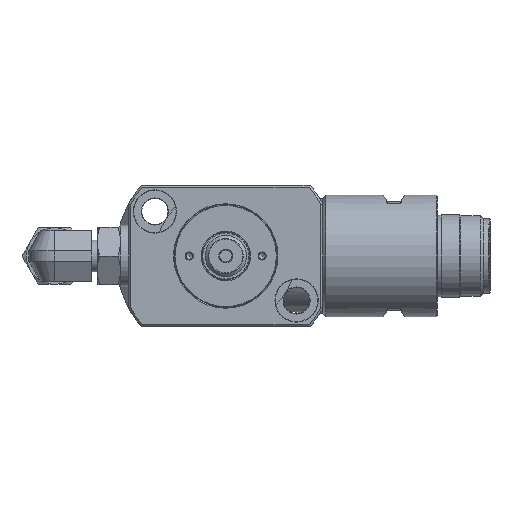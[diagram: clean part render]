
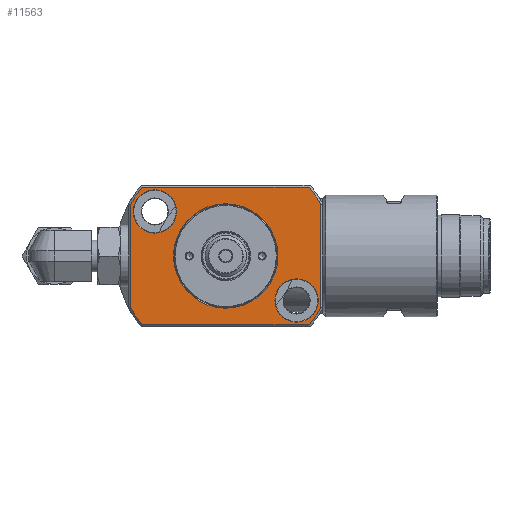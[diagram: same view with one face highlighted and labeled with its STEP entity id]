
A CAD part, left-side view. The second image highlights one B-rep face of the part: STEP entity #11563.
In plain terms, the highlighted planar face has unit normal (-1, 0, 0).
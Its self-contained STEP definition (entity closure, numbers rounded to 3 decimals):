
#465 = EDGE_CURVE ( 'NONE', #1882, #15312, #6425, .T. ) ;
#503 = CARTESIAN_POINT ( 'NONE',  ( 0., 23.5, 12.779 ) ) ;
#746 = DIRECTION ( 'NONE',  ( 0., 0., -1. ) ) ;
#757 = EDGE_CURVE ( 'NONE', #5334, #5334, #8496, .T. ) ;
#1038 = CARTESIAN_POINT ( 'NONE',  ( 0., -20.612, 17.05 ) ) ;
#1303 = AXIS2_PLACEMENT_3D ( 'NONE', #5400, #7952, #13362 ) ;
#1324 = DIRECTION ( 'NONE',  ( 0., 0., -1. ) ) ;
#1628 = CARTESIAN_POINT ( 'NONE',  ( 0., 23.5, -12.779 ) ) ;
#1657 = EDGE_LOOP ( 'NONE', ( #5588 ) ) ;
#1882 = VERTEX_POINT ( 'NONE', #10418 ) ;
#1982 = EDGE_LOOP ( 'NONE', ( #10576, #4618, #10840, #8272, #2546, #12189, #12467, #9143 ) ) ;
#2174 = VERTEX_POINT ( 'NONE', #13300 ) ;
#2527 = CARTESIAN_POINT ( 'NONE',  ( 0., -23.5, -12.779 ) ) ;
#2546 = ORIENTED_EDGE ( 'NONE', *, *, #14901, .T. ) ;
#2711 = VECTOR ( 'NONE', #12384, 1000. ) ;
#2919 = DIRECTION ( 'NONE',  ( -1., 0., 0. ) ) ;
#3034 = DIRECTION ( 'NONE',  ( 0., 0., 1. ) ) ;
#3070 = AXIS2_PLACEMENT_3D ( 'NONE', #6363, #8929, #3551 ) ;
#3116 = CIRCLE ( 'NONE', #14129, 5.35 ) ;
#3307 = DIRECTION ( 'NONE',  ( 1., 0., 0. ) ) ;
#3551 = DIRECTION ( 'NONE',  ( 0., 0., -1. ) ) ;
#4004 = VERTEX_POINT ( 'NONE', #9387 ) ;
#4461 = CARTESIAN_POINT ( 'NONE',  ( 0., -17.5, -5.65 ) ) ;
#4463 = ORIENTED_EDGE ( 'NONE', *, *, #5075, .F. ) ;
#4618 = ORIENTED_EDGE ( 'NONE', *, *, #5526, .T. ) ;
#4642 = CARTESIAN_POINT ( 'NONE',  ( 0., 0., 0. ) ) ;
#4747 = DIRECTION ( 'NONE',  ( 0., 0., -1. ) ) ;
#5075 = EDGE_CURVE ( 'NONE', #15127, #15127, #3116, .T. ) ;
#5334 = VERTEX_POINT ( 'NONE', #17255 ) ;
#5400 = CARTESIAN_POINT ( 'NONE',  ( 0., 0., 0. ) ) ;
#5526 = EDGE_CURVE ( 'NONE', #15312, #2174, #13954, .T. ) ;
#5588 = ORIENTED_EDGE ( 'NONE', *, *, #13295, .F. ) ;
#5961 = FACE_BOUND ( 'NONE', #7461, .T. ) ;
#6363 = CARTESIAN_POINT ( 'NONE',  ( 0., 0., 0. ) ) ;
#6425 = CIRCLE ( 'NONE', #16292, 26.75 ) ;
#6872 = DIRECTION ( 'NONE',  ( -1., 0., 0. ) ) ;
#6946 = VERTEX_POINT ( 'NONE', #1628 ) ;
#6993 = LINE ( 'NONE', #11236, #2711 ) ;
#7022 = EDGE_CURVE ( 'NONE', #15447, #6946, #15660, .T. ) ;
#7048 = AXIS2_PLACEMENT_3D ( 'NONE', #8033, #2919, #1324 ) ;
#7108 = FACE_BOUND ( 'NONE', #1657, .T. ) ;
#7270 = VERTEX_POINT ( 'NONE', #11788 ) ;
#7459 = LINE ( 'NONE', #9951, #13306 ) ;
#7461 = EDGE_LOOP ( 'NONE', ( #4463 ) ) ;
#7629 = DIRECTION ( 'NONE',  ( 0., -1., 0. ) ) ;
#7707 = EDGE_CURVE ( 'NONE', #6946, #10497, #12408, .T. ) ;
#7945 = CARTESIAN_POINT ( 'NONE',  ( 0., 20.612, -17.05 ) ) ;
#7952 = DIRECTION ( 'NONE',  ( -1., 0., 0. ) ) ;
#7957 = VECTOR ( 'NONE', #746, 1000. ) ;
#8033 = CARTESIAN_POINT ( 'NONE',  ( 0., 0., 0. ) ) ;
#8046 = CIRCLE ( 'NONE', #1303, 26.75 ) ;
#8272 = ORIENTED_EDGE ( 'NONE', *, *, #13872, .T. ) ;
#8427 = CIRCLE ( 'NONE', #3070, 26.75 ) ;
#8496 = CIRCLE ( 'NONE', #15256, 12.9 ) ;
#8929 = DIRECTION ( 'NONE',  ( -1., 0., 0. ) ) ;
#9143 = ORIENTED_EDGE ( 'NONE', *, *, #17417, .T. ) ;
#9167 = AXIS2_PLACEMENT_3D ( 'NONE', #4642, #3307, #16547 ) ;
#9387 = CARTESIAN_POINT ( 'NONE',  ( 0., 17.5, 16.35 ) ) ;
#9759 = CARTESIAN_POINT ( 'NONE',  ( 0., -17.5, -11. ) ) ;
#9805 = CARTESIAN_POINT ( 'NONE',  ( 0., -23.5, 0. ) ) ;
#9951 = CARTESIAN_POINT ( 'NONE',  ( 0., -20.188, -17.05 ) ) ;
#10017 = DIRECTION ( 'NONE',  ( -1., 0., 0. ) ) ;
#10418 = CARTESIAN_POINT ( 'NONE',  ( 0., -20.612, -17.05 ) ) ;
#10497 = VERTEX_POINT ( 'NONE', #7945 ) ;
#10576 = ORIENTED_EDGE ( 'NONE', *, *, #465, .T. ) ;
#10840 = ORIENTED_EDGE ( 'NONE', *, *, #12952, .T. ) ;
#10847 = CARTESIAN_POINT ( 'NONE',  ( 0., 0., 0. ) ) ;
#10914 = VERTEX_POINT ( 'NONE', #1038 ) ;
#11236 = CARTESIAN_POINT ( 'NONE',  ( 0., 20.188, 17.05 ) ) ;
#11326 = ORIENTED_EDGE ( 'NONE', *, *, #757, .T. ) ;
#11563 = ADVANCED_FACE ( 'NONE', ( #5961, #16724, #15135, #7108 ), #12505, .F. ) ;
#11612 = VECTOR ( 'NONE', #16688, 1000. ) ;
#11788 = CARTESIAN_POINT ( 'NONE',  ( 0., 20.612, 17.05 ) ) ;
#12189 = ORIENTED_EDGE ( 'NONE', *, *, #7022, .T. ) ;
#12335 = CARTESIAN_POINT ( 'NONE',  ( 0., 17.5, 11. ) ) ;
#12384 = DIRECTION ( 'NONE',  ( 0., 1., 0. ) ) ;
#12408 = CIRCLE ( 'NONE', #7048, 26.75 ) ;
#12467 = ORIENTED_EDGE ( 'NONE', *, *, #7707, .T. ) ;
#12505 = PLANE ( 'NONE',  #9167 ) ;
#12952 = EDGE_CURVE ( 'NONE', #2174, #10914, #8046, .T. ) ;
#13114 = CARTESIAN_POINT ( 'NONE',  ( 0., 23.5, 0. ) ) ;
#13295 = EDGE_CURVE ( 'NONE', #4004, #4004, #14000, .T. ) ;
#13300 = CARTESIAN_POINT ( 'NONE',  ( 0., -23.5, 12.779 ) ) ;
#13306 = VECTOR ( 'NONE', #7629, 1000. ) ;
#13362 = DIRECTION ( 'NONE',  ( 0., 0., -1. ) ) ;
#13491 = DIRECTION ( 'NONE',  ( -1., 0., 0. ) ) ;
#13872 = EDGE_CURVE ( 'NONE', #10914, #7270, #6993, .T. ) ;
#13908 = EDGE_LOOP ( 'NONE', ( #11326 ) ) ;
#13934 = DIRECTION ( 'NONE',  ( 0., 0., -1. ) ) ;
#13954 = LINE ( 'NONE', #9805, #11612 ) ;
#14000 = CIRCLE ( 'NONE', #16249, 5.35 ) ;
#14107 = CARTESIAN_POINT ( 'NONE',  ( 0., 0., 0. ) ) ;
#14129 = AXIS2_PLACEMENT_3D ( 'NONE', #9759, #10017, #3034 ) ;
#14901 = EDGE_CURVE ( 'NONE', #7270, #15447, #8427, .T. ) ;
#15127 = VERTEX_POINT ( 'NONE', #4461 ) ;
#15135 = FACE_BOUND ( 'NONE', #13908, .T. ) ;
#15256 = AXIS2_PLACEMENT_3D ( 'NONE', #14107, #16835, #4747 ) ;
#15312 = VERTEX_POINT ( 'NONE', #2527 ) ;
#15447 = VERTEX_POINT ( 'NONE', #503 ) ;
#15660 = LINE ( 'NONE', #13114, #7957 ) ;
#16249 = AXIS2_PLACEMENT_3D ( 'NONE', #12335, #13491, #16386 ) ;
#16292 = AXIS2_PLACEMENT_3D ( 'NONE', #10847, #6872, #13934 ) ;
#16386 = DIRECTION ( 'NONE',  ( 0., 0., 1. ) ) ;
#16547 = DIRECTION ( 'NONE',  ( 0., 0., -1. ) ) ;
#16688 = DIRECTION ( 'NONE',  ( 0., 0., 1. ) ) ;
#16724 = FACE_OUTER_BOUND ( 'NONE', #1982, .T. ) ;
#16835 = DIRECTION ( 'NONE',  ( 1., 0., 0. ) ) ;
#17255 = CARTESIAN_POINT ( 'NONE',  ( 0., 0., -12.9 ) ) ;
#17417 = EDGE_CURVE ( 'NONE', #10497, #1882, #7459, .T. ) ;
